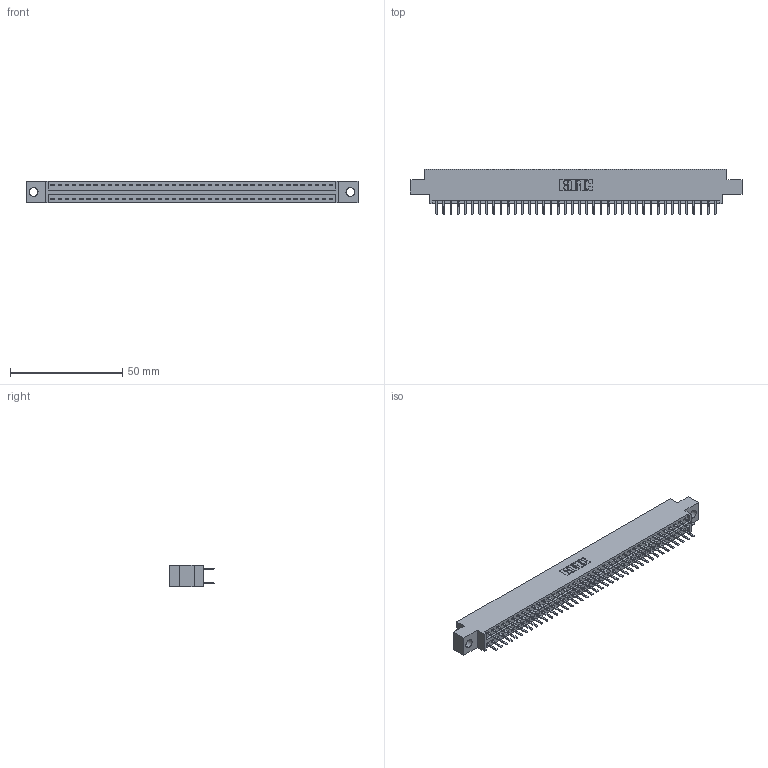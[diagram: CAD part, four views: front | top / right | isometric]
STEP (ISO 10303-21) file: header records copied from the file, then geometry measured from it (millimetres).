
FILE_DESCRIPTION (( 'STEP AP203' ), '1' );
FILE_NAME ('346-080-520-804.STEP', '2022-05-25T15:18:17', ( '' ), ( '' ), 'SwSTEP 2.0', 'SolidWorks 2020', '' );
FILE_SCHEMA (( 'CONFIG_CONTROL_DESIGN' ));
Length unit declared in the file: inch
Products named in the file (3): 346-080-520-804; 346 Part_0.170 Offset - 0.156 Dia-TH; 345-292-001_345-293-120
Assembly tree (81 placements, depth 2):
  346-080-520-804
    346 Part_0.170 Offset - 0.156 Dia-TH
    345-292-001_345-293-120  x80
Bounding box: 147.57 x 20.02 x 9.4 mm (x, y, z)
Volume: 14079 mm3; surface area: 19266.3 mm2
Topology: 81 solids, 81 shells, 4620 faces, 13417 edges, 8730 vertices
Faces by surface type: plane 3054, cylinder 1566
Entity records: 27039 total; most frequent: CARTESIAN_POINT 4478, ORIENTED_EDGE 4398, DIRECTION 3983, EDGE_CURVE 2199, LINE 1903, VECTOR 1903, VERTEX_POINT 1462, AXIS2_PLACEMENT_3D 1040
